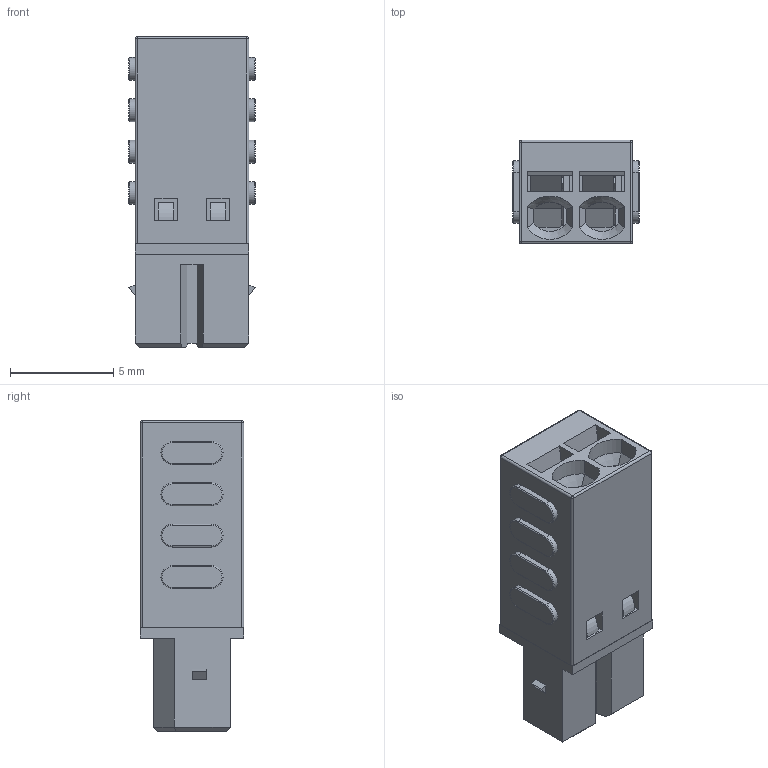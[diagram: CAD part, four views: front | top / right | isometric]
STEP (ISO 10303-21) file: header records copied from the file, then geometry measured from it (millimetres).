
FILE_DESCRIPTION(/* description */ ('Unknown'),/* implementation_level */ '2;1');
FILE_NAME(/* name */ '691346000002B',/* time_stamp */ '2020-07-21T17:15:30+02:00',/* author */ ('Unknown'),/* organization */ ('Unknown'),/* preprocessor_version */ 'ST-DEVELOPER v16.7',/* originating_system */ 'DEX',/* authorisation */ $);
FILE_SCHEMA (('AUTOMOTIVE_DESIGN {1 0 10303 214 3 1 1}'));
Length unit declared in the file: millimetre
Products named in the file (7): 6913460000xxB; 6913460000xxB_Body; 691346000002B_Body; 691346000002B_Lever; 6913460000xxB_Pin; 6913460000xxB_Spring
Assembly tree (7 placements, depth 3):
  6913460000xxB
    6913460000xxB_Body
      691346000002B_Body
      691346000002B_Lever
    6913460000xxB_Pin  x2
      6913460000xxB_Pin
      6913460000xxB_Spring
Bounding box: 6.1 x 5 x 15 mm (x, y, z)
Volume: 216.6 mm3; surface area: 1107.7 mm2
Topology: 6 solids, 6 shells, 642 faces, 1640 edges, 1020 vertices
Faces by surface type: plane 448, cylinder 154, torus 24, bspline 8, cone 4, sphere 4
Full cylindrical faces by diameter (mm): 0.75 x4
Entity records: 14176 total; most frequent: CARTESIAN_POINT 2516, ORIENTED_EDGE 2372, DIRECTION 2362, EDGE_CURVE 1186, LINE 934, VECTOR 934, VERTEX_POINT 740, AXIS2_PLACEMENT_3D 714
